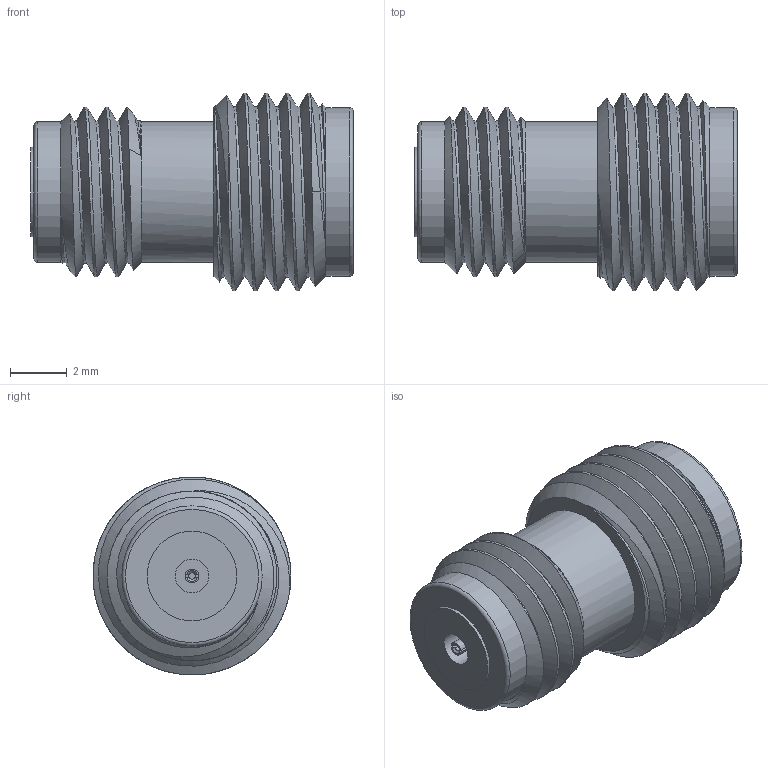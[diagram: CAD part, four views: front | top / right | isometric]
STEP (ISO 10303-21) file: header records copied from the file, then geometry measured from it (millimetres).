
FILE_DESCRIPTION (( 'STEP AP203' ), '1' );
FILE_NAME ('PE44339_3D.step', '2022-02-07T17:58:58', ( '' ), ( '' ), 'SwSTEP 2.0', 'SolidWorks 2021', '' );
FILE_SCHEMA (( 'CONFIG_CONTROL_DESIGN' ));
Length unit declared in the file: inch
Products named in the file (1): PE44339_3D
Bounding box: 11.4 x 7 x 7 mm (x, y, z)
Volume: 233.5 mm3; surface area: 418.1 mm2
Topology: 1 solids, 1 shells, 70 faces, 172 edges, 113 vertices
Faces by surface type: plane 31, cylinder 17, cone 14, bspline 6, torus 2
Full cylindrical faces by diameter (mm): 0.229 x1, 0.483 x1, 0.787 x1, 1.194 x1, 1.85 x1, 3.175 x1, 4.699 x1, 4.963 x2, 5.963 x2
Entity records: 4799 total; most frequent: CARTESIAN_POINT 3234, DIRECTION 302, ORIENTED_EDGE 292, EDGE_CURVE 146, AXIS2_PLACEMENT_3D 126, VERTEX_POINT 105, EDGE_LOOP 95, FACE_OUTER_BOUND 82
